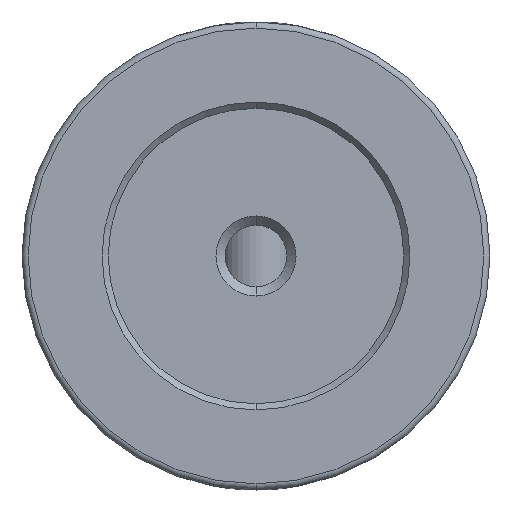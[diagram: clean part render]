
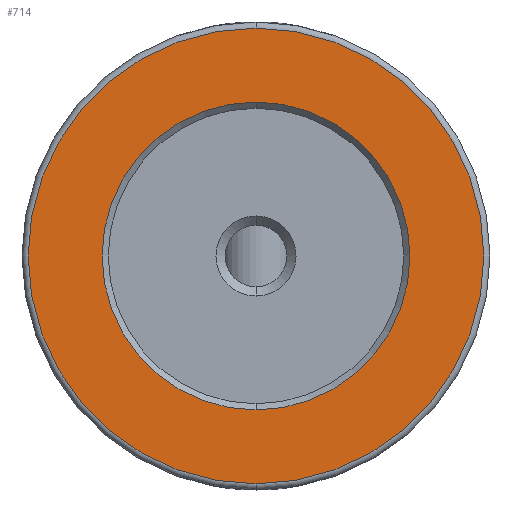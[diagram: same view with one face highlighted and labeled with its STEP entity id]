
A CAD part, front view. The second image highlights one B-rep face of the part: STEP entity #714.
In plain terms, the highlighted planar face has unit normal (0, -1, 0).
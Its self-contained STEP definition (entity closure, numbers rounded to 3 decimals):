
#23 = ORIENTED_EDGE ( 'NONE', *, *, #568, .T. ) ;
#87 = CARTESIAN_POINT ( 'NONE',  ( -85.227, -129.261, 418.5 ) ) ;
#101 = CIRCLE ( 'NONE', #188, 12.5 ) ;
#121 = CARTESIAN_POINT ( 'NONE',  ( -85.227, -129.261, 400. ) ) ;
#128 = VERTEX_POINT ( 'NONE', #737 ) ;
#138 = CIRCLE ( 'NONE', #795, 12.5 ) ;
#166 = AXIS2_PLACEMENT_3D ( 'NONE', #121, #748, #207 ) ;
#170 = CARTESIAN_POINT ( 'NONE',  ( -85.227, -129.261, 400. ) ) ;
#188 = AXIS2_PLACEMENT_3D ( 'NONE', #853, #624, #783 ) ;
#207 = DIRECTION ( 'NONE',  ( 0., 0., 1. ) ) ;
#232 = CARTESIAN_POINT ( 'NONE',  ( -85.227, -129.261, 400. ) ) ;
#241 = EDGE_CURVE ( 'NONE', #516, #128, #101, .T. ) ;
#299 = AXIS2_PLACEMENT_3D ( 'NONE', #170, #864, #322 ) ;
#322 = DIRECTION ( 'NONE',  ( 0., 0., 1. ) ) ;
#373 = CIRCLE ( 'NONE', #166, 18.5 ) ;
#395 = AXIS2_PLACEMENT_3D ( 'NONE', #642, #584, #976 ) ;
#475 = ORIENTED_EDGE ( 'NONE', *, *, #658, .T. ) ;
#516 = VERTEX_POINT ( 'NONE', #974 ) ;
#535 = ORIENTED_EDGE ( 'NONE', *, *, #950, .T. ) ;
#568 = EDGE_CURVE ( 'NONE', #928, #664, #373, .T. ) ;
#584 = DIRECTION ( 'NONE',  ( 0., 1., 0. ) ) ;
#624 = DIRECTION ( 'NONE',  ( 0., 1., 0. ) ) ;
#629 = DIRECTION ( 'NONE',  ( 0., 1., 0. ) ) ;
#642 = CARTESIAN_POINT ( 'NONE',  ( -85.227, -129.261, 400. ) ) ;
#658 = EDGE_CURVE ( 'NONE', #128, #516, #138, .T. ) ;
#661 = PLANE ( 'NONE',  #395 ) ;
#664 = VERTEX_POINT ( 'NONE', #87 ) ;
#704 = DIRECTION ( 'NONE',  ( 0., 0., 1. ) ) ;
#714 = ADVANCED_FACE ( 'NONE', ( #728, #815 ), #661, .F. ) ;
#719 = EDGE_LOOP ( 'NONE', ( #535, #23 ) ) ;
#728 = FACE_BOUND ( 'NONE', #902, .T. ) ;
#737 = CARTESIAN_POINT ( 'NONE',  ( -85.227, -129.261, 387.5 ) ) ;
#748 = DIRECTION ( 'NONE',  ( 0., -1., 0. ) ) ;
#758 = CARTESIAN_POINT ( 'NONE',  ( -85.227, -129.261, 381.5 ) ) ;
#783 = DIRECTION ( 'NONE',  ( 0., 0., 1. ) ) ;
#795 = AXIS2_PLACEMENT_3D ( 'NONE', #232, #629, #704 ) ;
#815 = FACE_OUTER_BOUND ( 'NONE', #719, .T. ) ;
#844 = CIRCLE ( 'NONE', #299, 18.5 ) ;
#853 = CARTESIAN_POINT ( 'NONE',  ( -85.227, -129.261, 400. ) ) ;
#864 = DIRECTION ( 'NONE',  ( 0., -1., 0. ) ) ;
#902 = EDGE_LOOP ( 'NONE', ( #910, #475 ) ) ;
#910 = ORIENTED_EDGE ( 'NONE', *, *, #241, .T. ) ;
#928 = VERTEX_POINT ( 'NONE', #758 ) ;
#950 = EDGE_CURVE ( 'NONE', #664, #928, #844, .T. ) ;
#974 = CARTESIAN_POINT ( 'NONE',  ( -85.227, -129.261, 412.5 ) ) ;
#976 = DIRECTION ( 'NONE',  ( 0., 0., 1. ) ) ;
